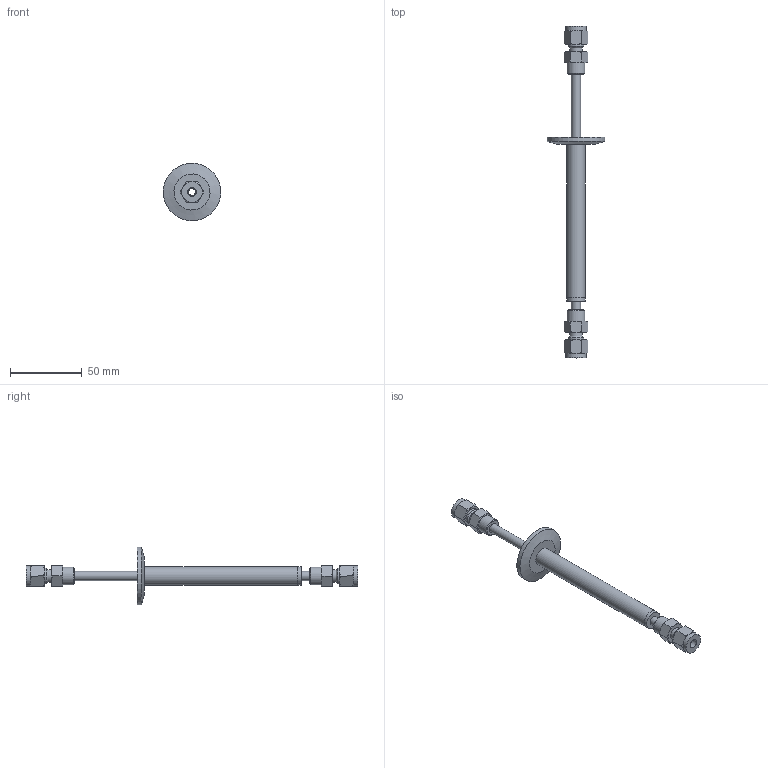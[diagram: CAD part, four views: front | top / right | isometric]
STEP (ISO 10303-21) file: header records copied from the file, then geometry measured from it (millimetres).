
FILE_DESCRIPTION(/* description */ (''),/* implementation_level */ '2;1');
FILE_NAME(/* name */ 'FL-LNF1S-25KF.stp',/* time_stamp */ '2019-03-15T13:36:06+00:00',/* author */ ('paul'),/* organization */ (''),/* preprocessor_version */ 'ST-DEVELOPER v17.2',/* originating_system */ 'Autodesk Inventor 2019',/* authorisation */ '');
FILE_SCHEMA (('AUTOMOTIVE_DESIGN { 1 0 10303 214 3 1 1 }'));
Length unit declared in the file: millimetre
Products named in the file (8): FL-LNF1S-16CF; FL-LNF1-25KF; tube assy for KF long; washer; big tube long for KF; small tube; FL-25KF; RM-SS-400-6-4W
Assembly tree (8 placements, depth 4):
  FL-LNF1S-16CF
    FL-LNF1-25KF
      tube assy for KF long
        washer
        big tube long for KF
        small tube
      FL-25KF
    RM-SS-400-6-4W  x2
Bounding box: 39.91 x 230.63 x 39.91 mm (x, y, z)
Volume: 18142.6 mm3; surface area: 22941 mm2
Topology: 6 solids, 6 shells, 125 faces, 279 edges, 178 vertices
Faces by surface type: cone 53, plane 48, cylinder 24
Full cylindrical faces by diameter (mm): 4.76 x1, 4.826 x2, 6.35 x4, 6.604 x2, 8.953 x2, 10.9 x2, 11.112 x2, 12.192 x2, 12.7 x3, 14.224 x2, 26.2 x1, 40 x1
Entity records: 2333 total; most frequent: CARTESIAN_POINT 445, DIRECTION 366, ORIENTED_EDGE 316, AXIS2_PLACEMENT_3D 167, EDGE_CURVE 158, VERTEX_POINT 102, EDGE_LOOP 90, CIRCLE 78
